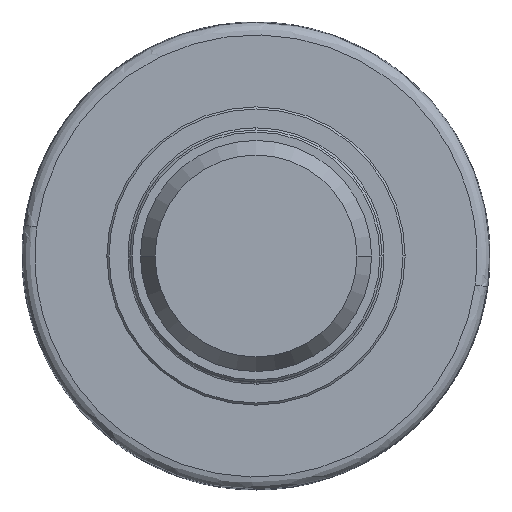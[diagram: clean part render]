
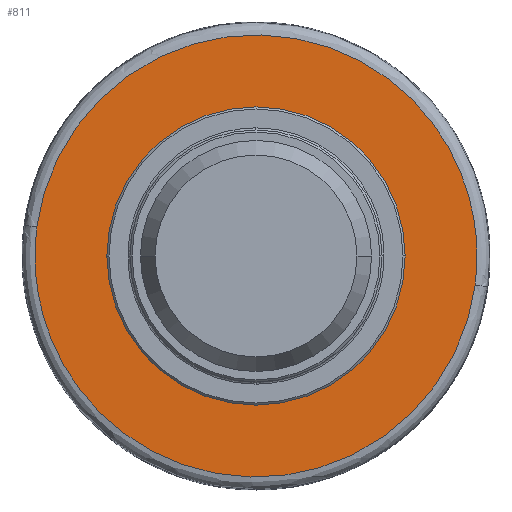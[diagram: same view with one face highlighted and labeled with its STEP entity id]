
A CAD part, left-side view. The second image highlights one B-rep face of the part: STEP entity #811.
In plain terms, the highlighted planar face has unit normal (-1, 0, 0).
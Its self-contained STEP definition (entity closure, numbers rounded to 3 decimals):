
#389 = ORIENTED_EDGE ( 'NONE', *, *, #552, .F. ) ;
#390 = ORIENTED_EDGE ( 'NONE', *, *, #572, .F. ) ;
#391 = ORIENTED_EDGE ( 'NONE', *, *, #602, .T. ) ;
#392 = ORIENTED_EDGE ( 'NONE', *, *, #551, .T. ) ;
#438 = EDGE_LOOP ( 'NONE', ( #389, #390 ) ) ;
#551 = EDGE_CURVE ( 'NONE', #3047, #3051, #938, .T. ) ;
#552 = EDGE_CURVE ( 'NONE', #3027, #3030, #1237, .T. ) ;
#572 = EDGE_CURVE ( 'NONE', #3030, #3027, #1238, .T. ) ;
#602 = EDGE_CURVE ( 'NONE', #3051, #3047, #990, .T. ) ;
#758 = AXIS2_PLACEMENT_3D ( 'NONE', #1590, #1591, #1592 ) ;
#811 = ADVANCED_FACE ( 'NONE', ( #1183, #1177 ), #2285, .T. ) ;
#853 = EDGE_LOOP ( 'NONE', ( #391, #392 ) ) ;
#938 = CIRCLE ( 'NONE', #758, 35.25 ) ;
#990 = CIRCLE ( 'NONE', #2603, 35.25 ) ;
#1177 = FACE_BOUND ( 'NONE', #853, .T. ) ;
#1183 = FACE_OUTER_BOUND ( 'NONE', #438, .T. ) ;
#1237 =( BOUNDED_CURVE ( )  B_SPLINE_CURVE ( 3, ( #1572, #1595, #1596, #1597 ),
 .UNSPECIFIED., .F., .F. ) 
 B_SPLINE_CURVE_WITH_KNOTS ( ( 4, 4 ),
 ( 0.75, 1.25 ),
 .UNSPECIFIED. ) 
 CURVE ( )  GEOMETRIC_REPRESENTATION_ITEM ( )  RATIONAL_B_SPLINE_CURVE ( ( 1., 0.333, 0.333, 1. ) ) 
 REPRESENTATION_ITEM ( '' )  );
#1238 =( BOUNDED_CURVE ( )  B_SPLINE_CURVE ( 3, ( #1763, #1766, #1767, #1768 ),
 .UNSPECIFIED., .F., .T. ) 
 B_SPLINE_CURVE_WITH_KNOTS ( ( 4, 4 ),
 ( 0.25, 0.75 ),
 .UNSPECIFIED. ) 
 CURVE ( )  GEOMETRIC_REPRESENTATION_ITEM ( )  RATIONAL_B_SPLINE_CURVE ( ( 1., 0.333, 0.333, 1. ) ) 
 REPRESENTATION_ITEM ( '' )  );
#1572 = CARTESIAN_POINT ( 'NONE',  ( 29.4, -52.163, -6.929 ) ) ;
#1590 = CARTESIAN_POINT ( 'NONE',  ( 29.4, 0., 0. ) ) ;
#1591 = DIRECTION ( 'NONE',  ( 1., 0., 0. ) ) ;
#1592 = DIRECTION ( 'NONE',  ( 0., 1., 0. ) ) ;
#1595 = CARTESIAN_POINT ( 'NONE',  ( 29.4, -38.306, -111.256 ) ) ;
#1596 = CARTESIAN_POINT ( 'NONE',  ( 29.4, 66.021, -97.398 ) ) ;
#1597 = CARTESIAN_POINT ( 'NONE',  ( 29.4, 52.163, 6.929 ) ) ;
#1763 = CARTESIAN_POINT ( 'NONE',  ( 29.4, 52.163, 6.929 ) ) ;
#1766 = CARTESIAN_POINT ( 'NONE',  ( 29.4, 38.306, 111.256 ) ) ;
#1767 = CARTESIAN_POINT ( 'NONE',  ( 29.4, -66.021, 97.398 ) ) ;
#1768 = CARTESIAN_POINT ( 'NONE',  ( 29.4, -52.163, -6.929 ) ) ;
#1888 = CARTESIAN_POINT ( 'NONE',  ( 29.4, 0., 0. ) ) ;
#1889 = DIRECTION ( 'NONE',  ( 1., 0., 0. ) ) ;
#1890 = DIRECTION ( 'NONE',  ( 0., 1., 0. ) ) ;
#2279 = CARTESIAN_POINT ( 'NONE',  ( 29.4, 6.26, -47.126 ) ) ;
#2285 = PLANE ( 'NONE',  #2684 ) ;
#2286 = DIRECTION ( 'NONE',  ( -1., 0., 0. ) ) ;
#2287 = DIRECTION ( 'NONE',  ( 0., -1., 0. ) ) ;
#2603 = AXIS2_PLACEMENT_3D ( 'NONE', #1888, #1889, #1890 ) ;
#2684 = AXIS2_PLACEMENT_3D ( 'NONE', #2279, #2286, #2287 ) ;
#2883 = CARTESIAN_POINT ( 'NONE',  ( 29.4, -52.163, -6.929 ) ) ;
#2886 = CARTESIAN_POINT ( 'NONE',  ( 29.4, 52.163, 6.929 ) ) ;
#2903 = CARTESIAN_POINT ( 'NONE',  ( 29.4, -35.25, 0. ) ) ;
#2907 = CARTESIAN_POINT ( 'NONE',  ( 29.4, 35.25, 0. ) ) ;
#3027 = VERTEX_POINT ( 'NONE', #2883 ) ;
#3030 = VERTEX_POINT ( 'NONE', #2886 ) ;
#3047 = VERTEX_POINT ( 'NONE', #2903 ) ;
#3051 = VERTEX_POINT ( 'NONE', #2907 ) ;
